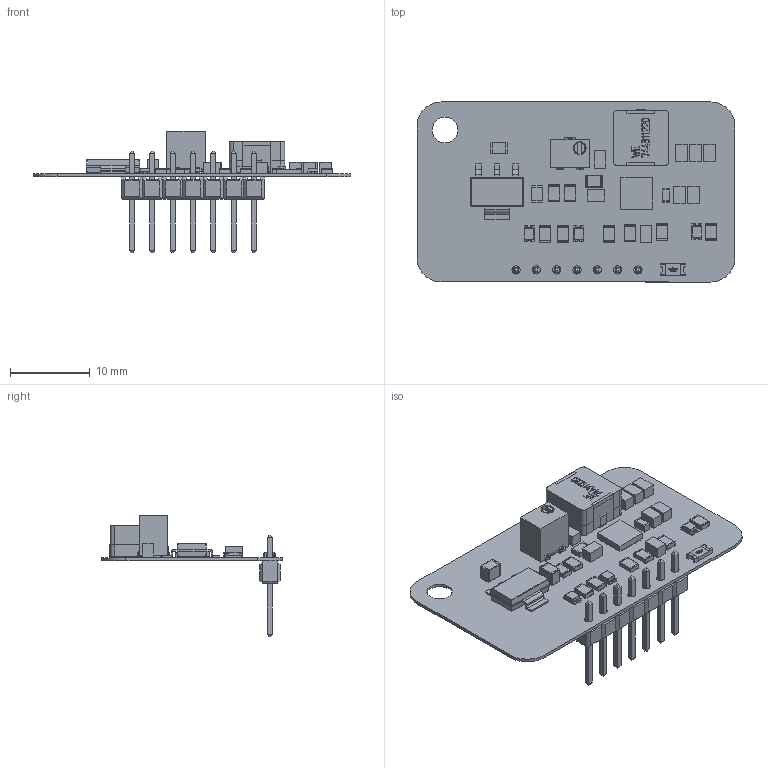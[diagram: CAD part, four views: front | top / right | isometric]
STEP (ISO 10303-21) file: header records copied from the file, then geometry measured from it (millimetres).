
FILE_DESCRIPTION(('Open CASCADE Model'),'2;1');
FILE_NAME('Open CASCADE Shape Model','2023-02-18T20:10:57',('Author'),( 'Open CASCADE'),'Open CASCADE STEP processor 7.5','Open CASCADE 7.5' ,'Unknown');
FILE_SCHEMA(('AUTOMOTIVE_DESIGN { 1 0 10303 214 1 1 1 1 }'));
Length unit declared in the file: millimetre
Products named in the file (98): PCB; Board; Open CASCADE STEP translator 7.5 1.1.1; C12; 6266161152; Terminal; Open CASCADE STEP translator 6.8 22.1.1; Open CASCADE STEP translator 6.8 22.1.2; Mid_Body; Open CASCADE STEP translator 6.8 22.2.1; VR1; 3214W; U1; SIC438BED-T1-GE3; Body; Pins; 6563435568; Extruded; U2; 6266163072; Open CASCADE STEP translator 6.8 12.1.1; Lead; Tab; R9; 6012287776; Open CASCADE STEP translator 6.8 1.2.1; Mark; R8; R7; R6; R5; 6012288576; R4; R3; R2; R1; 6012288016; L3V3; WL-SMCW_0805_LED; base ...
Assembly tree (124 placements, depth 5):
  PCB
    Board
      Open CASCADE STEP translator 7.5 1.1.1
    C12
      6266161152
        Terminal
          Open CASCADE STEP translator 6.8 22.1.1
          Open CASCADE STEP translator 6.8 22.1.2
        Mid_Body
          Open CASCADE STEP translator 6.8 22.2.1
    VR1
      3214W
    U1
      SIC438BED-T1-GE3
        Body
        Pins
      6563435568
        Extruded
    U2
      6266163072
        Body
          Open CASCADE STEP translator 6.8 12.1.1
        Lead  x3
        Tab
    R9
      6012287776
        Mid_Body
        Terminal  x2
          Open CASCADE STEP translator 6.8 1.2.1
        Mark
    R8
      6012287776
        Mid_Body
        Terminal  x2
          Open CASCADE STEP translator 6.8 1.2.1
        Mark
    R7
      6012287776
        Mid_Body
        Terminal  x2
          Open CASCADE STEP translator 6.8 1.2.1
        Mark
    R6
      6012287776
        Mid_Body
        Terminal  x2
          Open CASCADE STEP translator 6.8 1.2.1
        Mark
    R5
      6012288576
        Mid_Body
        Terminal  x2
          Open CASCADE STEP translator 6.8 1.2.1
        Mark
    R4
      6012287776
        Mid_Body
        Terminal  x2
          Open CASCADE STEP translator 6.8 1.2.1
        Mark
Bounding box: 39.75 x 22.51 x 15.19 mm (x, y, z)
Volume: 876.2 mm3; surface area: 3762.4 mm2
Topology: 132 solids, 133 shells, 2046 faces, 4962 edges, 3191 vertices
Faces by surface type: plane 1551, bspline 221, cylinder 215, sphere 44, extrusion 13, cone 2
Full cylindrical faces by diameter (mm): 1.02 x7, 2.5 x1, 3.2 x1
Entity records: 48003 total; most frequent: CARTESIAN_POINT 12563, ORIENTED_EDGE 6442, DIRECTION 5373, EDGE_CURVE 3221, VECTOR 2179, LINE 2166, VERTEX_POINT 2064, AXIS2_PLACEMENT_3D 1597
